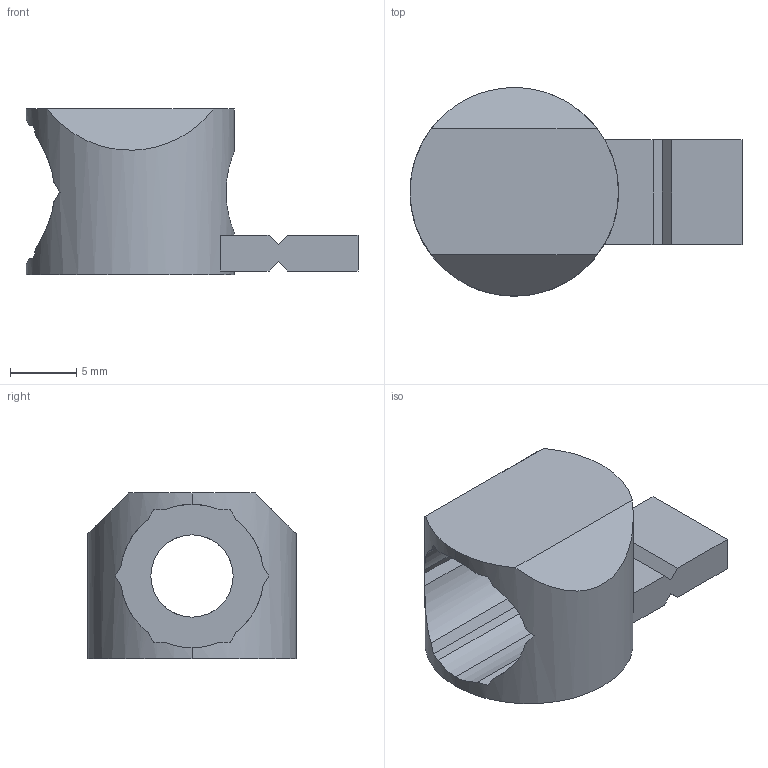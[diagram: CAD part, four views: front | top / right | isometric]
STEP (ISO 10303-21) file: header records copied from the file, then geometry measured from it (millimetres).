
FILE_DESCRIPTION (( 'STEP AP214' ), '1' );
FILE_NAME ('099a0830s01.STEP', '2016-01-28T09:06:30', ( '' ), ( '' ), 'SwSTEP 2.0', 'SolidWorks 2016', '' );
FILE_SCHEMA (( 'AUTOMOTIVE_DESIGN' ));
Length unit declared in the file: millimetre
Products named in the file (1): 099a0830s01
Bounding box: 25 x 15.7 x 12.5 mm (x, y, z)
Volume: 1529.1 mm3; surface area: 1526.1 mm2
Topology: 1 solids, 1 shells, 39 faces, 111 edges, 73 vertices
Faces by surface type: plane 28, cylinder 11
Entity records: 1410 total; most frequent: CARTESIAN_POINT 382, ORIENTED_EDGE 222, DIRECTION 194, EDGE_CURVE 111, VERTEX_POINT 73, VECTOR 68, LINE 68, AXIS2_PLACEMENT_3D 63
